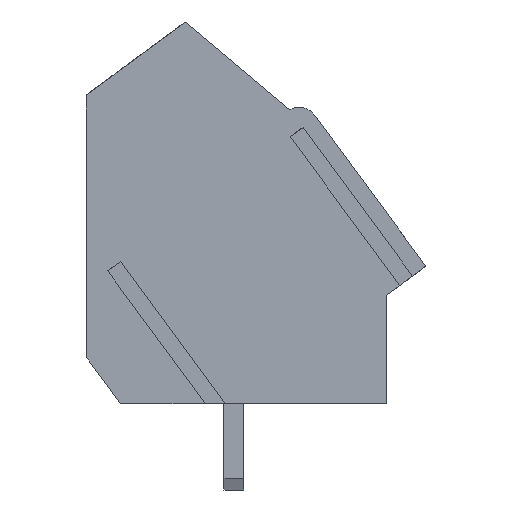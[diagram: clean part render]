
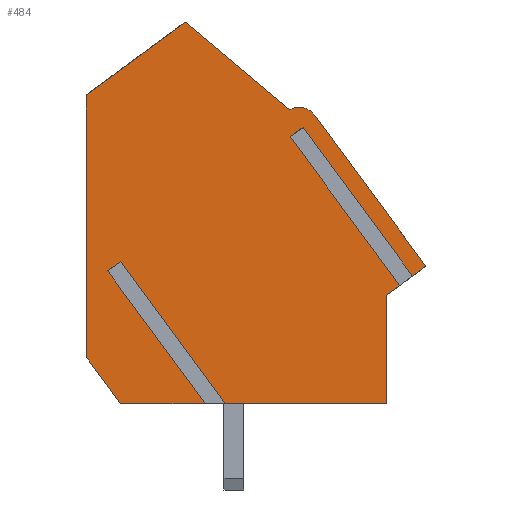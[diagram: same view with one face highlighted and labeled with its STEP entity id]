
A CAD part, left-side view. The second image highlights one B-rep face of the part: STEP entity #484.
In plain terms, the highlighted planar face has unit normal (-1, 0, 0).
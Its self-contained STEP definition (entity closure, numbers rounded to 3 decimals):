
#484=ADVANCED_FACE('',(#2438),#2440,.T.);
#2438=FACE_BOUND('',#2439,.T.);
#2439=EDGE_LOOP('',(#4055,#4056,#4057,#4058,#4059,#4060,#4061,#4062,#4063,#4064,
#4065,#4066,#4067,#4068,#4069,#4070,#4071));
#2440=PLANE('',#2441);
#2441=AXIS2_PLACEMENT_3D('',#2442,#2443,#2444);
#2442=CARTESIAN_POINT('',(-2.5,0.,0.));
#2443=DIRECTION('',(-1.,0.,0.));
#2444=DIRECTION('',(0.,0.,-1.));
#4055=ORIENTED_EDGE('',*,*,#5191,.T.);
#4056=ORIENTED_EDGE('',*,*,#5192,.T.);
#4057=ORIENTED_EDGE('',*,*,#5193,.T.);
#4058=ORIENTED_EDGE('',*,*,#5164,.T.);
#4059=ORIENTED_EDGE('',*,*,#5194,.T.);
#4060=ORIENTED_EDGE('',*,*,#5195,.T.);
#4061=ORIENTED_EDGE('',*,*,#5196,.T.);
#4062=ORIENTED_EDGE('',*,*,#5190,.T.);
#4063=ORIENTED_EDGE('',*,*,#5197,.T.);
#4064=ORIENTED_EDGE('',*,*,#5198,.T.);
#4065=ORIENTED_EDGE('',*,*,#5199,.T.);
#4066=ORIENTED_EDGE('',*,*,#5200,.T.);
#4067=ORIENTED_EDGE('',*,*,#5201,.T.);
#4068=ORIENTED_EDGE('',*,*,#5202,.T.);
#4069=ORIENTED_EDGE('',*,*,#5203,.T.);
#4070=ORIENTED_EDGE('',*,*,#5204,.T.);
#4071=ORIENTED_EDGE('',*,*,#5205,.T.);
#5164=EDGE_CURVE('',#5730,#5728,#5731,.T.);
#5190=EDGE_CURVE('',#5723,#5780,#5782,.T.);
#5191=EDGE_CURVE('',#5783,#5784,#5785,.F.);
#5192=EDGE_CURVE('',#5784,#5786,#5787,.T.);
#5193=EDGE_CURVE('',#5786,#5730,#5788,.T.);
#5194=EDGE_CURVE('',#5728,#5789,#5790,.F.);
#5195=EDGE_CURVE('',#5789,#5791,#5792,.T.);
#5196=EDGE_CURVE('',#5791,#5723,#5793,.F.);
#5197=EDGE_CURVE('',#5780,#5794,#5795,.T.);
#5198=EDGE_CURVE('',#5794,#5796,#5797,.T.);
#5199=EDGE_CURVE('',#5796,#5798,#5799,.T.);
#5200=EDGE_CURVE('',#5798,#5800,#5801,.T.);
#5201=EDGE_CURVE('',#5800,#5802,#5803,.T.);
#5202=EDGE_CURVE('',#5802,#5804,#5805,.T.);
#5203=EDGE_CURVE('',#5804,#5806,#5807,.T.);
#5204=EDGE_CURVE('',#5806,#5808,#5809,.F.);
#5205=EDGE_CURVE('',#5808,#5783,#5810,.T.);
#5723=VERTEX_POINT('',#6652);
#5728=VERTEX_POINT('',#6661);
#5730=VERTEX_POINT('',#6665);
#5731=LINE('',#6666,#6667);
#5780=VERTEX_POINT('',#6765);
#5782=LINE('',#6769,#6770);
#5783=VERTEX_POINT('',#6772);
#5784=VERTEX_POINT('',#6773);
#5785=LINE('',#6774,#6775);
#5786=VERTEX_POINT('',#6777);
#5787=LINE('',#6778,#6779);
#5788=LINE('',#6781,#6782);
#5789=VERTEX_POINT('',#6784);
#5790=LINE('',#6785,#6786);
#5791=VERTEX_POINT('',#6788);
#5792=LINE('',#6789,#6790);
#5793=LINE('',#6792,#6793);
#5794=VERTEX_POINT('',#6795);
#5795=LINE('',#6796,#6797);
#5796=VERTEX_POINT('',#6799);
#5797=CIRCLE('',#6800,0.8);
#5798=VERTEX_POINT('',#6804);
#5799=LINE('',#6805,#6806);
#5800=VERTEX_POINT('',#6808);
#5801=LINE('',#6809,#6810);
#5802=VERTEX_POINT('',#6812);
#5803=LINE('',#6813,#6814);
#5804=VERTEX_POINT('',#6816);
#5805=LINE('',#6817,#6818);
#5806=VERTEX_POINT('',#6820);
#5807=LINE('',#6821,#6822);
#5808=VERTEX_POINT('',#6824);
#5809=LINE('',#6825,#6826);
#5810=LINE('',#6828,#6829);
#6652=CARTESIAN_POINT('',(-2.5,-7.256,5.185));
#6661=CARTESIAN_POINT('',(-2.5,-6.732,4.8));
#6665=CARTESIAN_POINT('',(-2.5,-6.189,4.4));
#6666=CARTESIAN_POINT('',(-2.5,-6.189,4.4));
#6667=VECTOR('',#6668,1.);
#6668=DIRECTION('',(0.,-0.806,0.592));
#6765=CARTESIAN_POINT('',(-2.5,-7.8,5.585));
#6769=CARTESIAN_POINT('',(-2.5,-7.256,5.185));
#6770=VECTOR('',#6771,1.);
#6771=DIRECTION('',(0.,-0.806,0.592));
#6772=CARTESIAN_POINT('',(-2.5,4.599,5.778));
#6773=CARTESIAN_POINT('',(-2.5,0.351,0.));
#6774=CARTESIAN_POINT('',(-2.5,0.351,0.));
#6775=VECTOR('',#6776,1.);
#6776=DIRECTION('',(0.,0.592,0.806));
#6777=CARTESIAN_POINT('',(-2.5,-6.189,0.));
#6778=CARTESIAN_POINT('',(-2.5,0.351,0.));
#6779=VECTOR('',#6780,1.);
#6780=DIRECTION('',(0.,-1.,0.));
#6781=CARTESIAN_POINT('',(-2.5,-6.189,0.));
#6782=VECTOR('',#6783,1.);
#6783=DIRECTION('',(0.,0.,1.));
#6784=CARTESIAN_POINT('',(-2.5,-2.29,10.843));
#6785=CARTESIAN_POINT('',(-2.5,-2.29,10.843));
#6786=VECTOR('',#6787,1.);
#6787=DIRECTION('',(0.,-0.592,-0.806));
#6788=CARTESIAN_POINT('',(-2.5,-2.814,11.228));
#6789=CARTESIAN_POINT('',(-2.5,-2.29,10.843));
#6790=VECTOR('',#6791,1.);
#6791=DIRECTION('',(0.,-0.806,0.592));
#6792=CARTESIAN_POINT('',(-2.5,-7.256,5.185));
#6793=VECTOR('',#6794,1.);
#6794=DIRECTION('',(0.,0.592,0.806));
#6795=CARTESIAN_POINT('',(-2.5,-3.295,11.713));
#6796=CARTESIAN_POINT('',(-2.5,-7.8,5.585));
#6797=VECTOR('',#6798,1.);
#6798=DIRECTION('',(0.,0.592,0.806));
#6799=CARTESIAN_POINT('',(-2.5,-2.261,11.938));
#6800=AXIS2_PLACEMENT_3D('',#6801,#6802,#6803);
#6801=CARTESIAN_POINT('',(-2.5,-2.65,11.239));
#6802=DIRECTION('',(-1.,-0.,-0.));
#6803=DIRECTION('',(0.,-0.806,0.592));
#6804=CARTESIAN_POINT('',(-2.5,1.971,15.5));
#6805=CARTESIAN_POINT('',(-2.5,-2.261,11.938));
#6806=VECTOR('',#6807,1.);
#6807=DIRECTION('',(0.,0.765,0.644));
#6808=CARTESIAN_POINT('',(-2.5,6.,12.538));
#6809=CARTESIAN_POINT('',(-2.5,1.971,15.5));
#6810=VECTOR('',#6811,1.);
#6811=DIRECTION('',(0.,0.806,-0.592));
#6812=CARTESIAN_POINT('',(-2.5,6.,1.902));
#6813=CARTESIAN_POINT('',(-2.5,6.,12.538));
#6814=VECTOR('',#6815,1.);
#6815=DIRECTION('',(0.,0.,-1.));
#6816=CARTESIAN_POINT('',(-2.5,4.602,0.));
#6817=CARTESIAN_POINT('',(-2.5,6.,1.902));
#6818=VECTOR('',#6819,1.);
#6819=DIRECTION('',(0.,-0.592,-0.806));
#6820=CARTESIAN_POINT('',(-2.5,1.158,0.));
#6821=CARTESIAN_POINT('',(-2.5,4.602,0.));
#6822=VECTOR('',#6823,1.);
#6823=DIRECTION('',(0.,-1.,0.));
#6824=CARTESIAN_POINT('',(-2.5,5.122,5.393));
#6825=CARTESIAN_POINT('',(-2.5,5.122,5.393));
#6826=VECTOR('',#6827,1.);
#6827=DIRECTION('',(0.,-0.592,-0.806));
#6828=CARTESIAN_POINT('',(-2.5,5.122,5.393));
#6829=VECTOR('',#6830,1.);
#6830=DIRECTION('',(0.,-0.806,0.592));
